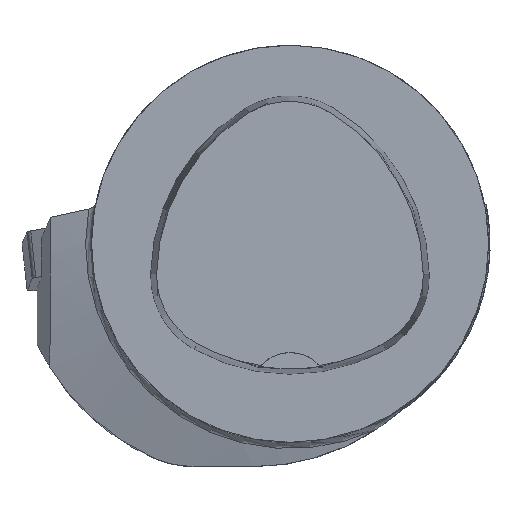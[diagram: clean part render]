
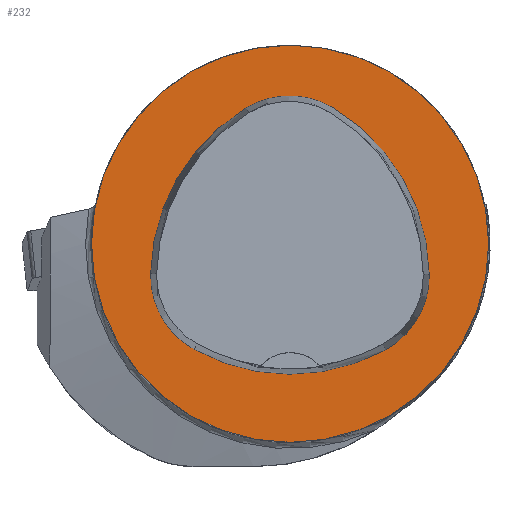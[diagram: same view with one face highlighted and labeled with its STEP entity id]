
A CAD part, top view. The second image highlights one B-rep face of the part: STEP entity #232.
In plain terms, the highlighted planar face has unit normal (0, 0, 1).
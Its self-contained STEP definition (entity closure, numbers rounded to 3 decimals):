
#232=ADVANCED_FACE('',(#457,#458),#279,.T.);
#279=PLANE('',#1322);
#457=FACE_BOUND('',#508,.T.);
#458=FACE_BOUND('',#509,.T.);
#508=EDGE_LOOP('',(#737,#738,#739,#740,#741,#742));
#509=EDGE_LOOP('',(#743));
#737=ORIENTED_EDGE('',*,*,#1075,.T.);
#738=ORIENTED_EDGE('',*,*,#1055,.T.);
#739=ORIENTED_EDGE('',*,*,#1059,.T.);
#740=ORIENTED_EDGE('',*,*,#1062,.T.);
#741=ORIENTED_EDGE('',*,*,#1065,.T.);
#742=ORIENTED_EDGE('',*,*,#1073,.T.);
#743=ORIENTED_EDGE('',*,*,#1078,.F.);
#924=VERTEX_POINT('',#2024);
#925=VERTEX_POINT('',#2025);
#928=VERTEX_POINT('',#2033);
#930=VERTEX_POINT('',#2039);
#932=VERTEX_POINT('',#2045);
#939=VERTEX_POINT('',#2066);
#940=VERTEX_POINT('',#2076);
#1055=EDGE_CURVE('',#924,#925,#1138,.T.);
#1059=EDGE_CURVE('',#925,#928,#1140,.T.);
#1062=EDGE_CURVE('',#928,#930,#1142,.T.);
#1065=EDGE_CURVE('',#930,#932,#1144,.T.);
#1073=EDGE_CURVE('',#932,#939,#1148,.T.);
#1075=EDGE_CURVE('',#939,#924,#1150,.T.);
#1078=EDGE_CURVE('',#940,#940,#1153,.T.);
#1138=CIRCLE('',#1299,20.);
#1140=CIRCLE('',#1302,8.5);
#1142=CIRCLE('',#1305,20.);
#1144=CIRCLE('',#1308,8.5);
#1148=CIRCLE('',#1313,20.);
#1150=CIRCLE('',#1316,8.5);
#1153=CIRCLE('',#1321,20.);
#1299=AXIS2_PLACEMENT_3D('',#2023,#1543,#1544);
#1302=AXIS2_PLACEMENT_3D('',#2032,#1551,#1552);
#1305=AXIS2_PLACEMENT_3D('',#2038,#1558,#1559);
#1308=AXIS2_PLACEMENT_3D('',#2044,#1565,#1566);
#1313=AXIS2_PLACEMENT_3D('',#2067,#1577,#1578);
#1316=AXIS2_PLACEMENT_3D('',#2070,#1583,#1584);
#1321=AXIS2_PLACEMENT_3D('',#2075,#1593,#1594);
#1322=AXIS2_PLACEMENT_3D('',#2077,#1595,#1596);
#1543=DIRECTION('',(0.,0.,-1.));
#1544=DIRECTION('',(-1.,0.,0.));
#1551=DIRECTION('',(0.,0.,-1.));
#1552=DIRECTION('',(-1.,0.,0.));
#1558=DIRECTION('',(0.,0.,-1.));
#1559=DIRECTION('',(-1.,0.,0.));
#1565=DIRECTION('',(0.,0.,-1.));
#1566=DIRECTION('',(-1.,0.,0.));
#1577=DIRECTION('',(0.,0.,-1.));
#1578=DIRECTION('',(-1.,0.,0.));
#1583=DIRECTION('',(0.,0.,-1.));
#1584=DIRECTION('',(-1.,0.,0.));
#1593=DIRECTION('',(0.,0.,-1.));
#1594=DIRECTION('',(-1.,0.,0.));
#1595=DIRECTION('',(0.,0.,1.));
#1596=DIRECTION('',(1.,0.,0.));
#2023=CARTESIAN_POINT('',(5.955,-3.414,0.));
#2024=CARTESIAN_POINT('',(-14.041,-3.042,0.));
#2025=CARTESIAN_POINT('',(-4.472,13.653,0.));
#2032=CARTESIAN_POINT('',(-0.04,6.4,0.));
#2033=CARTESIAN_POINT('',(4.347,13.68,0.));
#2038=CARTESIAN_POINT('',(-5.976,-3.45,0.));
#2039=CARTESIAN_POINT('',(14.021,-3.075,0.));
#2044=CARTESIAN_POINT('',(5.522,-3.235,0.));
#2045=CARTESIAN_POINT('',(9.588,-10.699,0.));
#2066=CARTESIAN_POINT('',(-9.655,-10.639,0.));
#2067=CARTESIAN_POINT('',(0.022,6.864,0.));
#2070=CARTESIAN_POINT('',(-5.543,-3.2,0.));
#2075=CARTESIAN_POINT('',(0.,0.,
0.));
#2076=CARTESIAN_POINT('',(-20.,0.,0.));
#2077=CARTESIAN_POINT('',(0.,0.,
0.));
